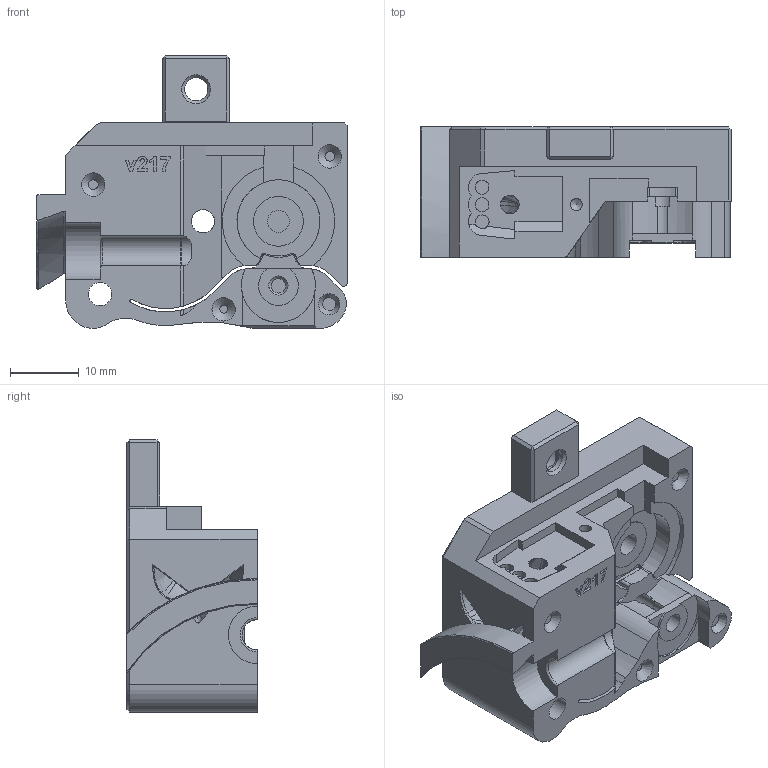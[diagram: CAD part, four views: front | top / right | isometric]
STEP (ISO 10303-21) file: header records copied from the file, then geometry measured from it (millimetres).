
FILE_DESCRIPTION(('FreeCAD Model'),'2;1');
FILE_NAME('Open CASCADE Shape Model','2025-03-05T14:00:35',( 'Theophile Boue'),('Uboe'),'Open CASCADE STEP processor 7.7', 'FreeCAD','Unknown');
FILE_SCHEMA(('AUTOMOTIVE_DESIGN { 1 0 10303 214 1 1 1 1 }'));
Length unit declared in the file: millimetre
Products named in the file (1): Encoder Left (2)001remixed
Bounding box: 45.2 x 19 x 39.75 mm (x, y, z)
Volume: 15884.4 mm3; surface area: 7696.6 mm2
Topology: 1 solids, 1 shells, 408 faces, 1060 edges, 662 vertices
Faces by surface type: plane 194, bspline 115, cylinder 64, cone 32, torus 3
Full cylindrical faces by diameter (mm): 1.75 x1, 2 x3, 2.8 x2, 3.1 x1, 3.2 x2, 3.4 x4, 4.7 x1, 6 x3, 7.25 x1
Entity records: 18219 total; most frequent: CARTESIAN_POINT 5953, ORIENTED_EDGE 2110, DIRECTION 1687, EDGE_CURVE 1055, VERTEX_POINT 662, LINE 601, VECTOR 601, AXIS2_PLACEMENT_3D 543
